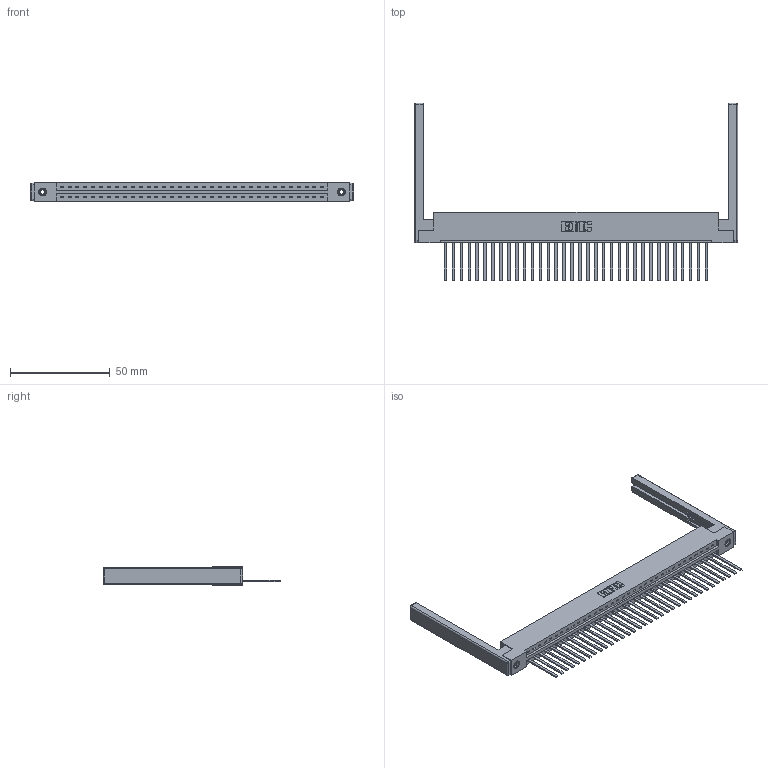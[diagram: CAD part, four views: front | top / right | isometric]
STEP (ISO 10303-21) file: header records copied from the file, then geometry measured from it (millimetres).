
FILE_DESCRIPTION (( 'STEP AP203' ), '1' );
FILE_NAME ('387-034-544-168.STEP', '2019-10-04T11:34:21', ( '' ), ( '' ), 'SwSTEP 2.0', 'SolidWorks 2016', '' );
FILE_SCHEMA (( 'CONFIG_CONTROL_DESIGN' ));
Length unit declared in the file: inch
Products named in the file (5): 307-220-068; 345-250-001_345-250-001-102; 337 Part_Flush Mounting Lugs - 0.156 Dia-TI; 387-034-544-168; 345-292-001_345-293-144
Assembly tree (39 placements, depth 2):
  387-034-544-168
    337 Part_Flush Mounting Lugs - 0.156 Dia-TI
    345-292-001_345-293-144  x34
    345-250-001_345-250-001-102  x2
    307-220-068  x2
Bounding box: 162.15 x 89.03 x 9.4 mm (x, y, z)
Volume: 21538 mm3; surface area: 23062.3 mm2
Topology: 39 solids, 39 shells, 2172 faces, 6481 edges, 4254 vertices
Faces by surface type: plane 1586, cylinder 562, cone 12, sphere 8, torus 4
Entity records: 28884 total; most frequent: CARTESIAN_POINT 4985, ORIENTED_EDGE 4944, DIRECTION 4282, EDGE_CURVE 2472, LINE 2298, VECTOR 2298, VERTEX_POINT 1638, AXIS2_PLACEMENT_3D 992
